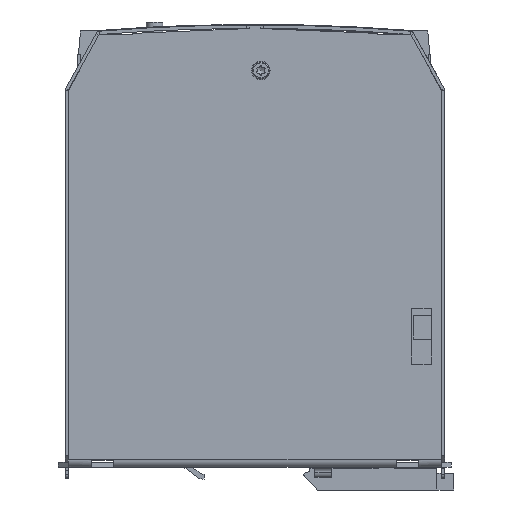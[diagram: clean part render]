
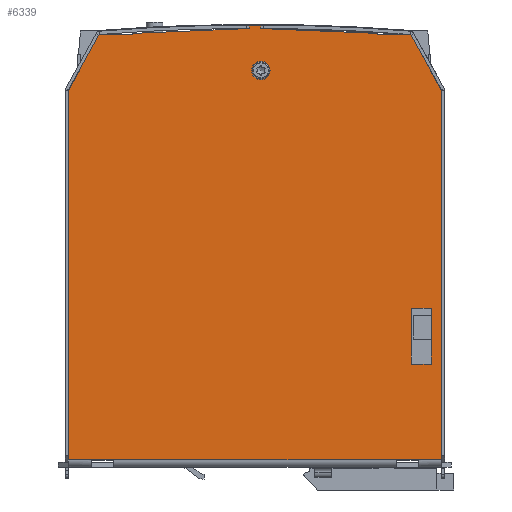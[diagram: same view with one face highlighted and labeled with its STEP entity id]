
A CAD part, left-side view. The second image highlights one B-rep face of the part: STEP entity #6339.
In plain terms, the highlighted planar face has unit normal (-1, 0, 0).
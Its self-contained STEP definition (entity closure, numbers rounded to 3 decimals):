
#161=CARTESIAN_POINT('',(-36.,-47.,31.0));
#162=VERTEX_POINT('',#161);
#169=CARTESIAN_POINT('',(-36.,-53.,31.));
#170=VERTEX_POINT('',#169);
#171=CARTESIAN_POINT('',(-36.,-53.,31.));
#172=DIRECTION('',(0.0,1.0,0.0));
#173=VECTOR('',#172,6.);
#174=LINE('',#171,#173);
#175=EDGE_CURVE('',#170,#162,#174,.T.);
#200=CARTESIAN_POINT('',(-36.,-53.,47.8));
#201=VERTEX_POINT('',#200);
#202=CARTESIAN_POINT('',(-36.,-53.,47.8));
#203=DIRECTION('',(0.0,0.0,-1.0));
#204=VECTOR('',#203,16.8);
#205=LINE('',#202,#204);
#206=EDGE_CURVE('',#201,#170,#205,.T.);
#231=CARTESIAN_POINT('',(-36.,-47.,47.8));
#232=VERTEX_POINT('',#231);
#233=CARTESIAN_POINT('',(-36.,-47.,47.8));
#234=DIRECTION('',(0.0,-1.0,0.0));
#235=VECTOR('',#234,6.);
#236=LINE('',#233,#235);
#237=EDGE_CURVE('',#232,#201,#236,.T.);
#260=CARTESIAN_POINT('',(-36.,-47.,31.0));
#261=DIRECTION('',(0.0,0.0,1.0));
#262=VECTOR('',#261,16.8);
#263=LINE('',#260,#262);
#264=EDGE_CURVE('',#162,#232,#263,.T.);
#417=CARTESIAN_POINT('',(-36.,-36.8,130.321));
#418=VERTEX_POINT('',#417);
#427=CARTESIAN_POINT('',(-36.,-36.8,129.9));
#428=VERTEX_POINT('',#427);
#429=CARTESIAN_POINT('',(-36.,-36.8,129.9));
#430=DIRECTION('',(0.0,0.0,1.0));
#431=VECTOR('',#430,0.421);
#432=LINE('',#429,#431);
#433=EDGE_CURVE('',#428,#418,#432,.T.);
#457=CARTESIAN_POINT('',(-36.,-46.8,129.9));
#458=VERTEX_POINT('',#457);
#459=CARTESIAN_POINT('',(-36.,-46.8,129.9));
#460=DIRECTION('',(0.0,1.0,0.0));
#461=VECTOR('',#460,10.0);
#462=LINE('',#459,#461);
#463=EDGE_CURVE('',#458,#428,#462,.T.);
#490=CARTESIAN_POINT('',(-36.,36.8,130.321));
#491=VERTEX_POINT('',#490);
#506=CARTESIAN_POINT('',(-36.,36.8,129.9));
#507=VERTEX_POINT('',#506);
#514=CARTESIAN_POINT('',(-36.,36.8,130.321));
#515=DIRECTION('',(0.0,0.0,-1.0));
#516=VECTOR('',#515,0.421);
#517=LINE('',#514,#516);
#518=EDGE_CURVE('',#491,#507,#517,.T.);
#528=CARTESIAN_POINT('',(-36.,46.8,129.9));
#529=VERTEX_POINT('',#528);
#530=CARTESIAN_POINT('',(-36.,36.8,129.9));
#531=DIRECTION('',(0.0,1.0,0.0));
#532=VECTOR('',#531,10.);
#533=LINE('',#530,#532);
#534=EDGE_CURVE('',#507,#529,#533,.T.);
#808=CARTESIAN_POINT('',(-36.,1.7,131.8));
#809=VERTEX_POINT('',#808);
#810=CARTESIAN_POINT('',(-36.,1.7,131.8));
#811=DIRECTION('',(0.,0.999,-0.042));
#812=VECTOR('',#811,35.131);
#813=LINE('',#810,#812);
#814=EDGE_CURVE('',#809,#491,#813,.T.);
#5659=CARTESIAN_POINT('',(-36.,-1.8,120.85));
#5660=VERTEX_POINT('',#5659);
#5661=CARTESIAN_POINT('',(-36.,-1.8,119.2));
#5662=DIRECTION('',(1.0,0.0,0.0));
#5663=DIRECTION('',(0.0,0.0,1.0));
#5664=AXIS2_PLACEMENT_3D('',#5661,#5662,#5663);
#5665=CIRCLE('',#5664,1.65);
#5666=EDGE_CURVE('',#5660,#5660,#5665,.T.);
#6003=CARTESIAN_POINT('',(-36.,56.,113.3));
#6004=VERTEX_POINT('',#6003);
#6011=CARTESIAN_POINT('',(-36.,46.8,129.9));
#6012=DIRECTION('',(0.,0.485,-0.875));
#6013=VECTOR('',#6012,18.979);
#6014=LINE('',#6011,#6013);
#6015=EDGE_CURVE('',#529,#6004,#6014,.T.);
#6028=CARTESIAN_POINT('',(-36.,1.7,132.7));
#6029=VERTEX_POINT('',#6028);
#6030=CARTESIAN_POINT('',(-36.,1.7,132.7));
#6031=DIRECTION('',(0.0,0.0,-1.0));
#6032=VECTOR('',#6031,0.9);
#6033=LINE('',#6030,#6032);
#6034=EDGE_CURVE('',#6029,#809,#6033,.T.);
#6051=CARTESIAN_POINT('',(-36.,-1.7,132.7));
#6052=VERTEX_POINT('',#6051);
#6059=CARTESIAN_POINT('',(-36.,-1.7,131.8));
#6060=VERTEX_POINT('',#6059);
#6061=CARTESIAN_POINT('',(-36.,-1.7,131.8));
#6062=DIRECTION('',(0.0,0.0,1.0));
#6063=VECTOR('',#6062,0.9);
#6064=LINE('',#6061,#6063);
#6065=EDGE_CURVE('',#6060,#6052,#6064,.T.);
#6084=CARTESIAN_POINT('',(-36.,-36.8,130.321));
#6085=DIRECTION('',(0.,0.999,0.042));
#6086=VECTOR('',#6085,35.131);
#6087=LINE('',#6084,#6086);
#6088=EDGE_CURVE('',#418,#6060,#6087,.T.);
#6100=CARTESIAN_POINT('',(-36.,-56.,113.3));
#6101=VERTEX_POINT('',#6100);
#6102=CARTESIAN_POINT('',(-36.,-56.,113.3));
#6103=DIRECTION('',(0.,0.485,0.875));
#6104=VECTOR('',#6103,18.979);
#6105=LINE('',#6102,#6104);
#6106=EDGE_CURVE('',#6101,#458,#6105,.T.);
#6130=CARTESIAN_POINT('',(-36.0,56.,2.25));
#6131=VERTEX_POINT('',#6130);
#6154=CARTESIAN_POINT('',(-36.,1.7,132.7));
#6155=DIRECTION('',(0.0,-1.0,0.0));
#6156=VECTOR('',#6155,3.4);
#6157=LINE('',#6154,#6156);
#6158=EDGE_CURVE('',#6029,#6052,#6157,.T.);
#6171=CARTESIAN_POINT('',(-36.0,-56.,2.25));
#6172=VERTEX_POINT('',#6171);
#6173=CARTESIAN_POINT('',(-36.,-56.,113.3));
#6174=DIRECTION('',(0.0,0.0,-1.0));
#6175=VECTOR('',#6174,111.05);
#6176=LINE('',#6173,#6175);
#6177=EDGE_CURVE('',#6101,#6172,#6176,.T.);
#6225=CARTESIAN_POINT('',(-36.0,56.,2.25));
#6226=DIRECTION('',(0.0,-1.0,0.0));
#6227=VECTOR('',#6226,112.);
#6228=LINE('',#6225,#6227);
#6229=EDGE_CURVE('',#6131,#6172,#6228,.T.);
#6300=CARTESIAN_POINT('',(-36.0,56.,2.25));
#6301=DIRECTION('',(0.0,0.0,1.0));
#6302=VECTOR('',#6301,111.05);
#6303=LINE('',#6300,#6302);
#6304=EDGE_CURVE('',#6131,#6004,#6303,.T.);
#6309=CARTESIAN_POINT('',(-36.,0.0,-33.715));
#6310=DIRECTION('',(1.0,0.0,0.0));
#6311=DIRECTION('',(0.0,0.0,-1.0));
#6312=AXIS2_PLACEMENT_3D('',#6309,#6310,#6311);
#6313=PLANE('',#6312);
#6314=ORIENTED_EDGE('',*,*,#433,.T.);
#6315=ORIENTED_EDGE('',*,*,#6088,.T.);
#6316=ORIENTED_EDGE('',*,*,#6065,.T.);
#6317=ORIENTED_EDGE('',*,*,#6158,.F.);
#6318=ORIENTED_EDGE('',*,*,#6034,.T.);
#6319=ORIENTED_EDGE('',*,*,#814,.T.);
#6320=ORIENTED_EDGE('',*,*,#518,.T.);
#6321=ORIENTED_EDGE('',*,*,#534,.T.);
#6322=ORIENTED_EDGE('',*,*,#6015,.T.);
#6323=ORIENTED_EDGE('',*,*,#6304,.F.);
#6324=ORIENTED_EDGE('',*,*,#6229,.T.);
#6325=ORIENTED_EDGE('',*,*,#6177,.F.);
#6326=ORIENTED_EDGE('',*,*,#6106,.T.);
#6327=ORIENTED_EDGE('',*,*,#463,.T.);
#6328=EDGE_LOOP('',(#6314,#6315,#6316,#6317,#6318,#6319,#6320,#6321,#6322,#6323,#6324,#6325,#6326,#6327));
#6329=FACE_OUTER_BOUND('',#6328,.T.);
#6330=ORIENTED_EDGE('',*,*,#175,.T.);
#6331=ORIENTED_EDGE('',*,*,#264,.T.);
#6332=ORIENTED_EDGE('',*,*,#237,.T.);
#6333=ORIENTED_EDGE('',*,*,#206,.T.);
#6334=EDGE_LOOP('',(#6330,#6331,#6332,#6333));
#6335=FACE_BOUND('',#6334,.T.);
#6336=ORIENTED_EDGE('',*,*,#5666,.T.);
#6337=EDGE_LOOP('',(#6336));
#6338=FACE_BOUND('',#6337,.T.);
#6339=ADVANCED_FACE('',(#6329,#6335,#6338),#6313,.F.);
